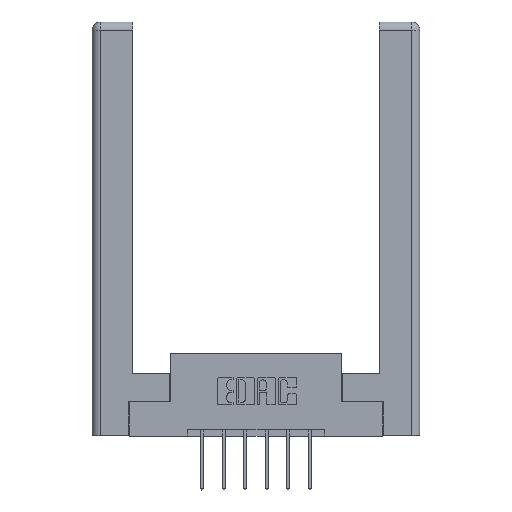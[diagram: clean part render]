
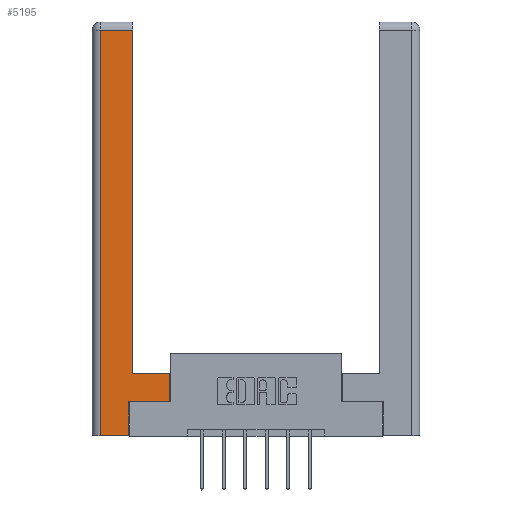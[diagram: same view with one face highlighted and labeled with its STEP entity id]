
A CAD part, top view. The second image highlights one B-rep face of the part: STEP entity #5195.
In plain terms, the highlighted planar face has unit normal (0, 0, 1).
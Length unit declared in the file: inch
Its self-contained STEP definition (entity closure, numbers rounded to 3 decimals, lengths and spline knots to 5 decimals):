
#178 = ORIENTED_EDGE ( 'NONE', *, *, #9794, .T. ) ;
#288 = VECTOR ( 'NONE', #11001, 39.37008 ) ;
#313 = DIRECTION ( 'NONE',  ( 0., 1., 0. ) ) ;
#528 = CARTESIAN_POINT ( 'NONE',  ( 0., 0., 0. ) ) ;
#609 = VECTOR ( 'NONE', #5184, 39.37008 ) ;
#665 = LINE ( 'NONE', #5146, #10244 ) ;
#1297 = CARTESIAN_POINT ( 'NONE',  ( 0.565, 0.45, 0. ) ) ;
#1379 = CARTESIAN_POINT ( 'NONE',  ( 0.0615, 0., 0. ) ) ;
#1668 = VERTEX_POINT ( 'NONE', #1297 ) ;
#2192 = DIRECTION ( 'NONE',  ( 0., -1., 0. ) ) ;
#2278 = EDGE_CURVE ( 'NONE', #3660, #11495, #3567, .T. ) ;
#2289 = ORIENTED_EDGE ( 'NONE', *, *, #2278, .T. ) ;
#2299 = LINE ( 'NONE', #4516, #11852 ) ;
#2313 = ORIENTED_EDGE ( 'NONE', *, *, #5275, .T. ) ;
#2436 = DIRECTION ( 'NONE',  ( -1., 0., 0. ) ) ;
#2684 = ORIENTED_EDGE ( 'NONE', *, *, #9557, .T. ) ;
#2879 = EDGE_CURVE ( 'NONE', #5669, #10399, #665, .T. ) ;
#2921 = ORIENTED_EDGE ( 'NONE', *, *, #9536, .T. ) ;
#3041 = ORIENTED_EDGE ( 'NONE', *, *, #9862, .T. ) ;
#3198 = CARTESIAN_POINT ( 'NONE',  ( 0.565, 0.245, 0. ) ) ;
#3284 = VECTOR ( 'NONE', #2192, 39.37008 ) ;
#3567 = LINE ( 'NONE', #1379, #3284 ) ;
#3660 = VERTEX_POINT ( 'NONE', #7167 ) ;
#3736 = DIRECTION ( 'NONE',  ( -1., 0., 0. ) ) ;
#3943 = LINE ( 'NONE', #5258, #609 ) ;
#3995 = CARTESIAN_POINT ( 'NONE',  ( 0.295, 0.45, 0. ) ) ;
#4329 = DIRECTION ( 'NONE',  ( -1., 0., 0. ) ) ;
#4516 = CARTESIAN_POINT ( 'NONE',  ( 0.565, 0.45, 0. ) ) ;
#4623 = LINE ( 'NONE', #9135, #288 ) ;
#4725 = CARTESIAN_POINT ( 'NONE',  ( 0.295, 0.45, 0. ) ) ;
#5062 = LINE ( 'NONE', #4725, #8974 ) ;
#5124 = VERTEX_POINT ( 'NONE', #3198 ) ;
#5146 = CARTESIAN_POINT ( 'NONE',  ( 0.295, 3., 0. ) ) ;
#5184 = DIRECTION ( 'NONE',  ( 1., 0., 0. ) ) ;
#5195 = ADVANCED_FACE ( 'NONE', ( #5389 ), #6936, .F. ) ;
#5258 = CARTESIAN_POINT ( 'NONE',  ( 0.565, 0.245, 0. ) ) ;
#5275 = EDGE_CURVE ( 'NONE', #10399, #3660, #5962, .T. ) ;
#5370 = EDGE_LOOP ( 'NONE', ( #8803, #2313, #2289, #2921, #3041, #8739, #2684, #178 ) ) ;
#5389 = FACE_OUTER_BOUND ( 'NONE', #5370, .T. ) ;
#5669 = VERTEX_POINT ( 'NONE', #3995 ) ;
#5962 = LINE ( 'NONE', #6229, #6250 ) ;
#5987 = VERTEX_POINT ( 'NONE', #8236 ) ;
#6051 = AXIS2_PLACEMENT_3D ( 'NONE', #528, #7891, #2436 ) ;
#6067 = VECTOR ( 'NONE', #313, 39.37008 ) ;
#6229 = CARTESIAN_POINT ( 'NONE',  ( 0.0615, 2.94, 0. ) ) ;
#6250 = VECTOR ( 'NONE', #4329, 39.37008 ) ;
#6498 = DIRECTION ( 'NONE',  ( 0., 1., 0. ) ) ;
#6936 = PLANE ( 'NONE',  #6051 ) ;
#7167 = CARTESIAN_POINT ( 'NONE',  ( 0.0615, 2.94, 0. ) ) ;
#7360 = LINE ( 'NONE', #11446, #6067 ) ;
#7484 = EDGE_CURVE ( 'NONE', #5987, #5124, #3943, .T. ) ;
#7803 = CARTESIAN_POINT ( 'NONE',  ( 0.265, 0., 0. ) ) ;
#7891 = DIRECTION ( 'NONE',  ( 0., 0., -1. ) ) ;
#8236 = CARTESIAN_POINT ( 'NONE',  ( 0.265, 0.245, 0. ) ) ;
#8739 = ORIENTED_EDGE ( 'NONE', *, *, #7484, .T. ) ;
#8779 = VERTEX_POINT ( 'NONE', #7803 ) ;
#8803 = ORIENTED_EDGE ( 'NONE', *, *, #2879, .T. ) ;
#8974 = VECTOR ( 'NONE', #3736, 39.37008 ) ;
#9135 = CARTESIAN_POINT ( 'NONE',  ( 0.265, 0., 0. ) ) ;
#9536 = EDGE_CURVE ( 'NONE', #11495, #8779, #4623, .T. ) ;
#9557 = EDGE_CURVE ( 'NONE', #5124, #1668, #2299, .T. ) ;
#9794 = EDGE_CURVE ( 'NONE', #1668, #5669, #5062, .T. ) ;
#9862 = EDGE_CURVE ( 'NONE', #8779, #5987, #7360, .T. ) ;
#10103 = CARTESIAN_POINT ( 'NONE',  ( 0.0615, 0., 0. ) ) ;
#10237 = CARTESIAN_POINT ( 'NONE',  ( 0.295, 2.94, 0. ) ) ;
#10244 = VECTOR ( 'NONE', #11611, 39.37008 ) ;
#10399 = VERTEX_POINT ( 'NONE', #10237 ) ;
#11001 = DIRECTION ( 'NONE',  ( 1., 0., 0. ) ) ;
#11446 = CARTESIAN_POINT ( 'NONE',  ( 0.265, 0.245, 0. ) ) ;
#11495 = VERTEX_POINT ( 'NONE', #10103 ) ;
#11611 = DIRECTION ( 'NONE',  ( 0., 1., 0. ) ) ;
#11852 = VECTOR ( 'NONE', #6498, 39.37008 ) ;
